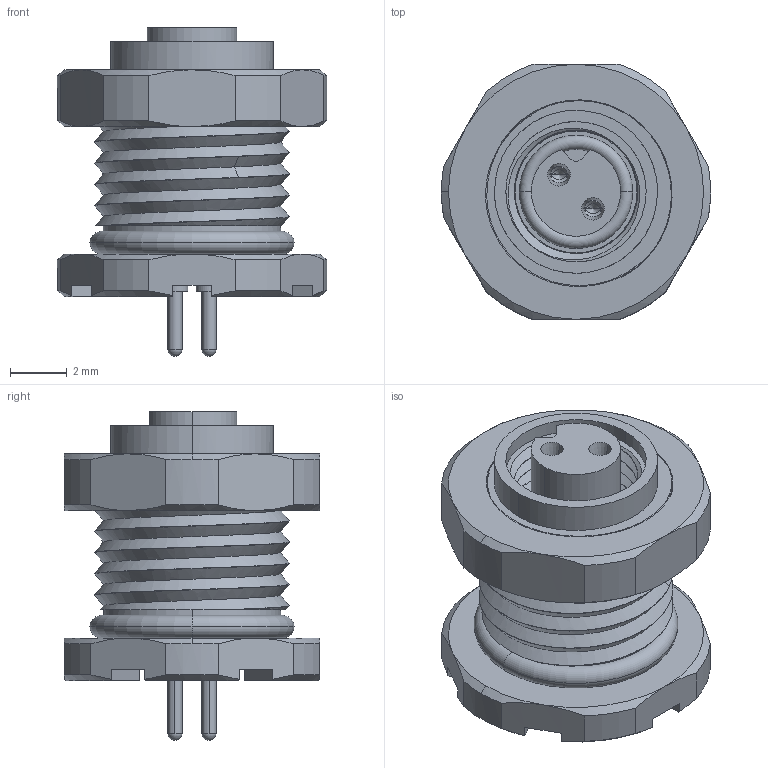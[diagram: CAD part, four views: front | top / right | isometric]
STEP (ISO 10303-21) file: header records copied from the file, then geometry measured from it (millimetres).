
FILE_DESCRIPTION (( 'STEP AP214' ), '1' );
FILE_NAME ('852-002-213R001.STEP', '2024-11-22T17:55:57', ( '' ), ( '' ), 'SwSTEP 2.0', 'SolidWorks 2024', '' );
FILE_SCHEMA (( 'AUTOMOTIVE_DESIGN' ));
Length unit declared in the file: inch
Products named in the file (1): 852-002-213R001
Bounding box: 9.5 x 9 x 11.6 mm (x, y, z)
Volume: 343.6 mm3; surface area: 995.2 mm2
Topology: 7 solids, 7 shells, 308 faces, 874 edges, 568 vertices
Faces by surface type: cylinder 127, plane 77, cone 46, bspline 28, torus 28, sphere 2
Entity records: 16280 total; most frequent: CARTESIAN_POINT 8954, ORIENTED_EDGE 1692, DIRECTION 1231, EDGE_CURVE 846, VERTEX_POINT 566, AXIS2_PLACEMENT_3D 491, B_SPLINE_CURVE_WITH_KNOTS 387, EDGE_LOOP 334
